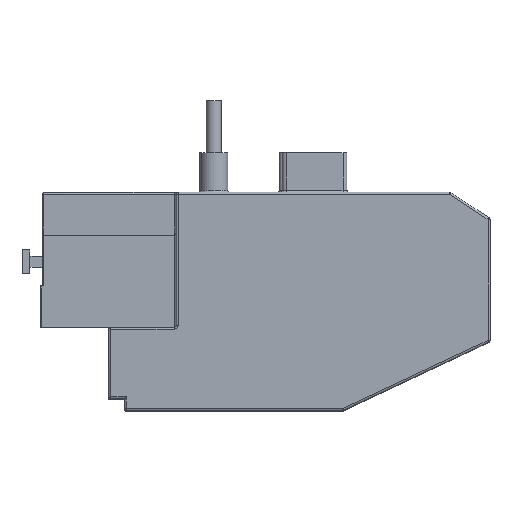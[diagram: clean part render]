
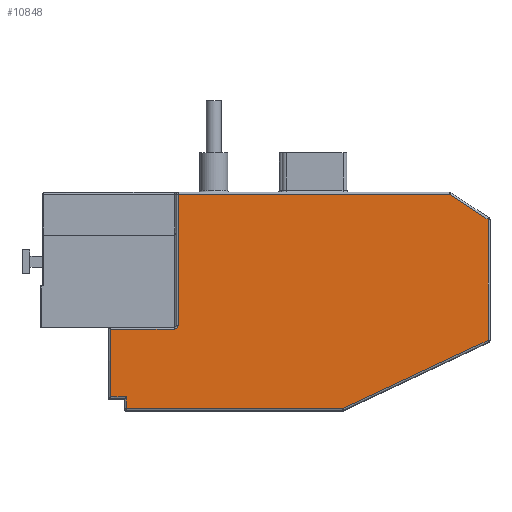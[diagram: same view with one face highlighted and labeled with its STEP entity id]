
A CAD part, top view. The second image highlights one B-rep face of the part: STEP entity #10848.
In plain terms, the highlighted planar face has unit normal (0, 0, 1).
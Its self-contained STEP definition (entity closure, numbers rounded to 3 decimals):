
#136 = DIRECTION ( 'NONE',  ( 1., 0., 0. ) ) ;
#158 = CARTESIAN_POINT ( 'NONE',  ( 0., 19.5, 61.5 ) ) ;
#172 = DIRECTION ( 'NONE',  ( -1., 0., 0. ) ) ;
#201 = DIRECTION ( 'NONE',  ( 0., 0., -1. ) ) ;
#210 = DIRECTION ( 'NONE',  ( 0., 1., 0. ) ) ;
#225 = CARTESIAN_POINT ( 'NONE',  ( 0., 2.5, 61.5 ) ) ;
#460 = CARTESIAN_POINT ( 'NONE',  ( 0., 0., 61.5 ) ) ;
#692 = PLANE ( 'NONE',  #8266 ) ;
#840 = CARTESIAN_POINT ( 'NONE',  ( -3.4, 2.5, 61.5 ) ) ;
#1053 = DIRECTION ( 'NONE',  ( -1., 0., 0. ) ) ;
#1488 = CARTESIAN_POINT ( 'NONE',  ( 81.949, 53.5, 61.5 ) ) ;
#1674 = CARTESIAN_POINT ( 'NONE',  ( 0.6, -0.5, 61.5 ) ) ;
#1754 = CARTESIAN_POINT ( 'NONE',  ( 13.6, 53.5, 61.5 ) ) ;
#2399 = CARTESIAN_POINT ( 'NONE',  ( 12.6, 19.5, 61.5 ) ) ;
#2456 = FACE_OUTER_BOUND ( 'NONE', #13459, .T. ) ;
#2645 = CARTESIAN_POINT ( 'NONE',  ( -3.4, 0., 61.5 ) ) ;
#3090 = CARTESIAN_POINT ( 'NONE',  ( 0.6, 0., 61.5 ) ) ;
#3235 = CARTESIAN_POINT ( 'NONE',  ( 13.6, 20.5, 61.5 ) ) ;
#3260 = CARTESIAN_POINT ( 'NONE',  ( -3.4, 19.5, 61.5 ) ) ;
#3369 = DIRECTION ( 'NONE',  ( 0., 1., 0. ) ) ;
#3470 = VERTEX_POINT ( 'NONE', #4345 ) ;
#4345 = CARTESIAN_POINT ( 'NONE',  ( 0.6, 2.5, 61.5 ) ) ;
#5434 = CARTESIAN_POINT ( 'NONE',  ( 91.6, 47.098, 61.5 ) ) ;
#5875 = EDGE_CURVE ( 'NONE', #3470, #8854, #12052, .T. ) ;
#5878 = EDGE_CURVE ( 'NONE', #8854, #10675, #11994, .T. ) ;
#5879 = EDGE_CURVE ( 'NONE', #10675, #13816, #11974, .T. ) ;
#5902 = EDGE_CURVE ( 'NONE', #13816, #13784, #7650, .T. ) ;
#5979 = EDGE_CURVE ( 'NONE', #13917, #10436, #11669, .T. ) ;
#6006 = EDGE_CURVE ( 'NONE', #10436, #17136, #11562, .T. ) ;
#6007 = EDGE_CURVE ( 'NONE', #17136, #6631, #11607, .T. ) ;
#6010 = EDGE_CURVE ( 'NONE', #6631, #9326, #11526, .T. ) ;
#6039 = EDGE_CURVE ( 'NONE', #9326, #3470, #11406, .T. ) ;
#6167 = EDGE_CURVE ( 'NONE', #13784, #13900, #10958, .T. ) ;
#6217 = CARTESIAN_POINT ( 'NONE',  ( 91.6, 16.684, 61.5 ) ) ;
#6631 = VERTEX_POINT ( 'NONE', #9066 ) ;
#6649 = EDGE_CURVE ( 'NONE', #13900, #13917, #8857, .T. ) ;
#7650 =( BOUNDED_CURVE ( )  B_SPLINE_CURVE ( 3, ( #15893, #16074, #15762, #15511 ),
 .UNSPECIFIED., .F., .F. ) 
 B_SPLINE_CURVE_WITH_KNOTS ( ( 4, 4 ),
 ( 0., 1. ),
 .UNSPECIFIED. ) 
 CURVE ( )  GEOMETRIC_REPRESENTATION_ITEM ( )  RATIONAL_B_SPLINE_CURVE ( ( 1., 0.805, 0.805, 1. ) ) 
 REPRESENTATION_ITEM ( '' )  );
#8266 = AXIS2_PLACEMENT_3D ( 'NONE', #460, #201, #172 ) ;
#8703 = CARTESIAN_POINT ( 'NONE',  ( -11.5, 53.5, 61.5 ) ) ;
#8785 = VECTOR ( 'NONE', #9391, 1000. ) ;
#8854 = VERTEX_POINT ( 'NONE', #840 ) ;
#8857 = LINE ( 'NONE', #8703, #8785 ) ;
#9066 = CARTESIAN_POINT ( 'NONE',  ( 54.988, -0.5, 61.5 ) ) ;
#9106 = DIRECTION ( 'NONE',  ( -1., 0., 0. ) ) ;
#9155 = ORIENTED_EDGE ( 'NONE', *, *, #6010, .F. ) ;
#9164 = CARTESIAN_POINT ( 'NONE',  ( 0., -0.5, 61.5 ) ) ;
#9239 = DIRECTION ( 'NONE',  ( -0.905, -0.425, 0. ) ) ;
#9242 = ORIENTED_EDGE ( 'NONE', *, *, #6007, .F. ) ;
#9326 = VERTEX_POINT ( 'NONE', #1674 ) ;
#9327 = ORIENTED_EDGE ( 'NONE', *, *, #6006, .F. ) ;
#9391 = DIRECTION ( 'NONE',  ( 1., 0., 0. ) ) ;
#9519 = ORIENTED_EDGE ( 'NONE', *, *, #5979, .F. ) ;
#9539 = CARTESIAN_POINT ( 'NONE',  ( 91.6, 16.684, 61.5 ) ) ;
#9557 = DIRECTION ( 'NONE',  ( 0., -1., 0. ) ) ;
#9583 = ORIENTED_EDGE ( 'NONE', *, *, #6649, .F. ) ;
#9638 = CARTESIAN_POINT ( 'NONE',  ( 91.6, 0., 61.5 ) ) ;
#9808 = ORIENTED_EDGE ( 'NONE', *, *, #6167, .F. ) ;
#9880 = ORIENTED_EDGE ( 'NONE', *, *, #5902, .F. ) ;
#10121 = ORIENTED_EDGE ( 'NONE', *, *, #5879, .F. ) ;
#10221 = ORIENTED_EDGE ( 'NONE', *, *, #5878, .F. ) ;
#10324 = CARTESIAN_POINT ( 'NONE',  ( 81.949, 53.5, 61.5 ) ) ;
#10436 = VERTEX_POINT ( 'NONE', #5434 ) ;
#10437 = ORIENTED_EDGE ( 'NONE', *, *, #5875, .F. ) ;
#10502 = ORIENTED_EDGE ( 'NONE', *, *, #6039, .F. ) ;
#10675 = VERTEX_POINT ( 'NONE', #3260 ) ;
#10848 = ADVANCED_FACE ( 'NONE', ( #2456 ), #692, .F. ) ;
#10915 = VECTOR ( 'NONE', #16967, 1000. ) ;
#10958 = LINE ( 'NONE', #17597, #10915 ) ;
#11406 = LINE ( 'NONE', #3090, #11682 ) ;
#11486 = VECTOR ( 'NONE', #9106, 1000. ) ;
#11526 = LINE ( 'NONE', #9164, #11486 ) ;
#11543 = VECTOR ( 'NONE', #9557, 1000. ) ;
#11562 = LINE ( 'NONE', #9638, #11543 ) ;
#11585 = VECTOR ( 'NONE', #9239, 1000. ) ;
#11607 = LINE ( 'NONE', #9539, #11585 ) ;
#11629 = VECTOR ( 'NONE', #11850, 1000. ) ;
#11669 = LINE ( 'NONE', #10324, #11629 ) ;
#11682 = VECTOR ( 'NONE', #3369, 1000. ) ;
#11850 = DIRECTION ( 'NONE',  ( 0.833, -0.553, 0. ) ) ;
#11929 = VECTOR ( 'NONE', #136, 1000. ) ;
#11960 = VECTOR ( 'NONE', #210, 1000. ) ;
#11974 = LINE ( 'NONE', #158, #11929 ) ;
#11994 = LINE ( 'NONE', #2645, #11960 ) ;
#12032 = VECTOR ( 'NONE', #1053, 1000. ) ;
#12052 = LINE ( 'NONE', #225, #12032 ) ;
#13459 = EDGE_LOOP ( 'NONE', ( #9155, #9242, #9327, #9519, #9583, #9808, #9880, #10121, #10221, #10437, #10502 ) ) ;
#13784 = VERTEX_POINT ( 'NONE', #3235 ) ;
#13816 = VERTEX_POINT ( 'NONE', #2399 ) ;
#13900 = VERTEX_POINT ( 'NONE', #1754 ) ;
#13917 = VERTEX_POINT ( 'NONE', #1488 ) ;
#15511 = CARTESIAN_POINT ( 'NONE',  ( 13.6, 20.5, 61.5 ) ) ;
#15762 = CARTESIAN_POINT ( 'NONE',  ( 13.6, 19.914, 61.5 ) ) ;
#15893 = CARTESIAN_POINT ( 'NONE',  ( 12.6, 19.5, 61.5 ) ) ;
#16074 = CARTESIAN_POINT ( 'NONE',  ( 13.186, 19.5, 61.5 ) ) ;
#16967 = DIRECTION ( 'NONE',  ( 0., 1., 0. ) ) ;
#17136 = VERTEX_POINT ( 'NONE', #6217 ) ;
#17597 = CARTESIAN_POINT ( 'NONE',  ( 13.6, 0., 61.5 ) ) ;
